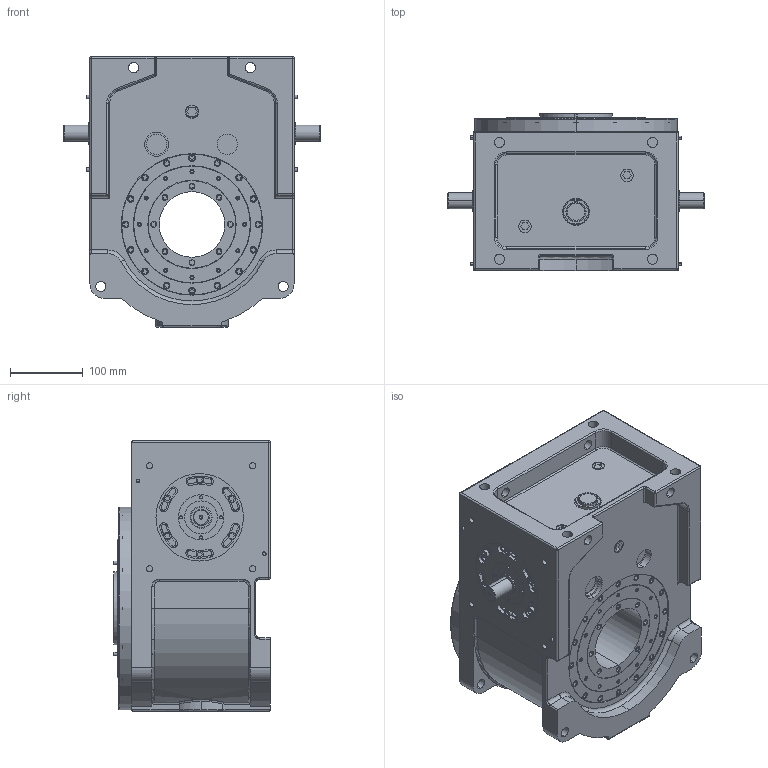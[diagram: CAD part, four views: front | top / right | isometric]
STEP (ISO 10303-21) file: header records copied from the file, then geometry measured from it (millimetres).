
FILE_DESCRIPTION (( 'STEP AP203' ), '1' );
FILE_NAME ('FR12標準外型.stp', '2025-06-25T00:59:02', ( '' ), ( '' ), 'SwSTEP 2.0', 'SolidWorks 2018', '' );
FILE_SCHEMA (( 'CONFIG_CONTROL_DESIGN' ));
Length unit declared in the file: millimetre
Products named in the file (1): FR12標準外型
Bounding box: 352 x 215 x 371 mm (x, y, z)
Volume: 15308516 mm3; surface area: 681886.3 mm2
Topology: 4 solids, 41 shells, 1722 faces, 3951 edges, 2526 vertices
Faces by surface type: plane 847, cylinder 688, torus 144, cone 36, sphere 6, bspline 1
Entity records: 49956 total; most frequent: CARTESIAN_POINT 9386, DIRECTION 9093, ORIENTED_EDGE 7882, EDGE_CURVE 3941, AXIS2_PLACEMENT_3D 3477, VERTEX_POINT 2526, VECTOR 2139, LINE 2139
